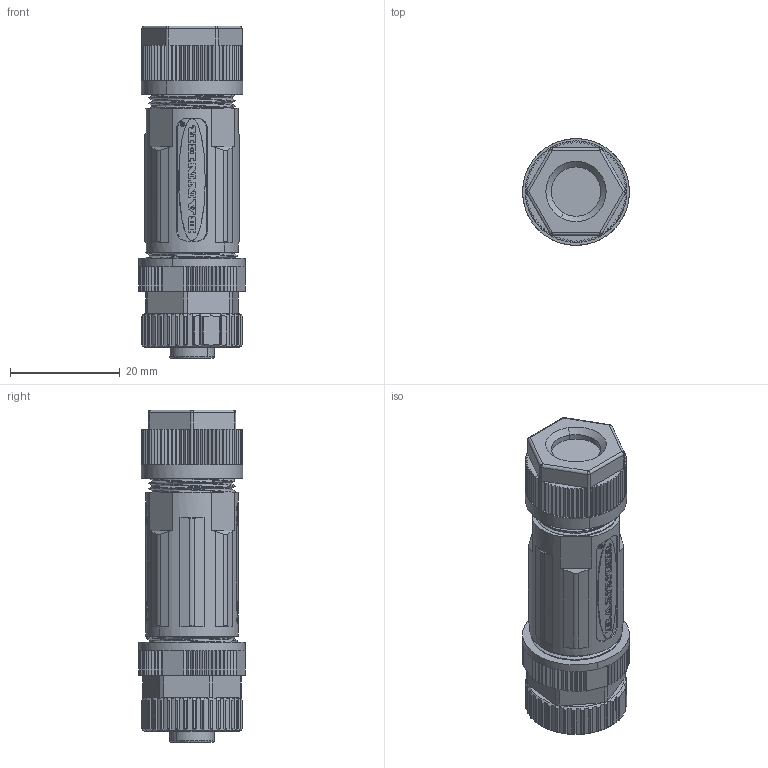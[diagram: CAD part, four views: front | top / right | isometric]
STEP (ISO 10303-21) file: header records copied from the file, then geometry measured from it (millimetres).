
FILE_DESCRIPTION((''),'2;1');
FILE_NAME('246780_SM01_ASM','2024-11-26T08:52:52',('banengservice'),('BANNER ENGINEERING'),'CREO PARAMETRIC BY PTC INC, 2022414','CREO PARAMETRIC BY PTC INC, 2022414','');
FILE_SCHEMA(('CONFIG_CONTROL_DESIGN'));
Length unit declared in the file: metre
Products named in the file (2): 246780_EP01; 246780_SM01_ASM
Assembly tree (1 placements, depth 2):
  246780_SM01_ASM
    246780_EP01
Bounding box: 19.5 x 19.5 x 60.6 mm (x, y, z)
Volume: 13561.7 mm3; surface area: 5160.4 mm2
Topology: 1 solids, 1 shells, 1123 faces, 3095 edges, 2021 vertices
Faces by surface type: plane 806, cylinder 234, extrusion 41, cone 26, sphere 8, bspline 6, torus 2
Entity records: 42073 total; most frequent: CARTESIAN_POINT 13954, ORIENTED_EDGE 6174, DIRECTION 5411, EDGE_CURVE 3087, VERTEX_POINT 2021, VECTOR 1823, AXIS2_PLACEMENT_3D 1794, LINE 1782
